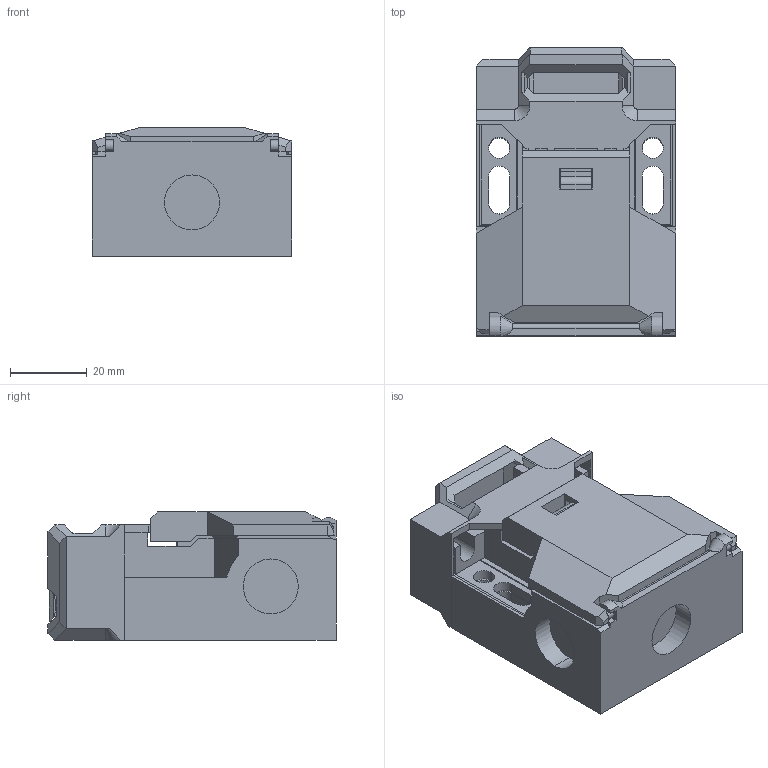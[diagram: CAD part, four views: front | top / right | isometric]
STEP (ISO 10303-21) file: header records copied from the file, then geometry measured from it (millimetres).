
FILE_DESCRIPTION((''),'2;1');
FILE_NAME('212875_ASM','2019-08-09T10:04:00',('pdmadmin'),('BANNER ENGINEERING'),'CREO PARAMETRIC BY PTC INC, 2018300','CREO PARAMETRIC BY PTC INC, 2018300','');
FILE_SCHEMA(('CONFIG_CONTROL_DESIGN'));
Length unit declared in the file: millimetre
Products named in the file (5): SI-QS75_INTERLOCK_PART_1; SI-QS75_INTERLOCK_PART_2; SI-QS75_INTERLOCK_PART_3; SI-QS75_INTERLOCK_PART_4; 212875_ASM
Assembly tree (4 placements, depth 2):
  212875_ASM
    SI-QS75_INTERLOCK_PART_1
    SI-QS75_INTERLOCK_PART_2
    SI-QS75_INTERLOCK_PART_3
    SI-QS75_INTERLOCK_PART_4
Bounding box: 52 x 75.03 x 33.41 mm (x, y, z)
Volume: 83624.4 mm3; surface area: 34069.7 mm2
Topology: 4 solids, 4 shells, 469 faces, 1354 edges, 884 vertices
Faces by surface type: plane 389, cylinder 62, cone 10, sphere 8
Entity records: 15401 total; most frequent: CARTESIAN_POINT 2798, ORIENTED_EDGE 2700, DIRECTION 2446, EDGE_CURVE 1350, VECTOR 1174, LINE 1174, VERTEX_POINT 884, AXIS2_PLACEMENT_3D 636
